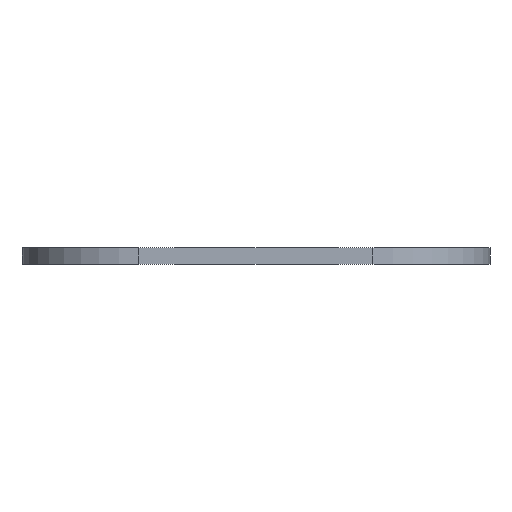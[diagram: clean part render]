
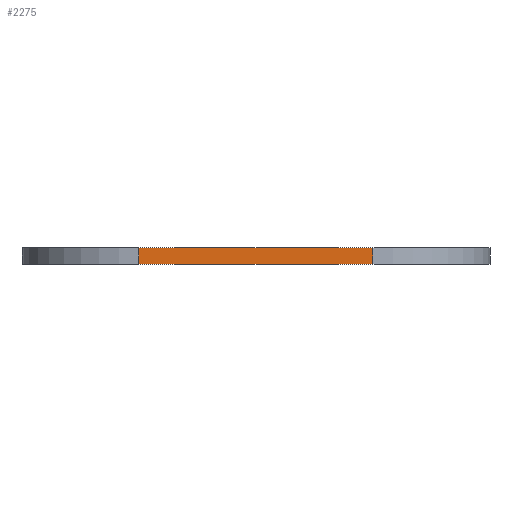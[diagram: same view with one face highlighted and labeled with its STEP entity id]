
A CAD part, front view. The second image highlights one B-rep face of the part: STEP entity #2275.
In plain terms, the highlighted planar face has unit normal (0, -1, 0).
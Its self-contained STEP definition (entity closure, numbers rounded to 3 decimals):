
#135=DIRECTION('',(1.,0.,0.));
#136=VECTOR('',#135,10.);
#137=CARTESIAN_POINT('',(5.,0.,0.));
#138=LINE('',#137,#136);
#531=DIRECTION('',(0.,0.,1.));
#532=VECTOR('',#531,0.7);
#533=CARTESIAN_POINT('',(15.,0.,0.));
#534=LINE('',#533,#532);
#535=DIRECTION('',(0.,0.,1.));
#536=VECTOR('',#535,0.7);
#537=CARTESIAN_POINT('',(5.,0.,0.));
#538=LINE('',#537,#536);
#810=DIRECTION('',(1.,0.,0.));
#811=VECTOR('',#810,10.);
#812=CARTESIAN_POINT('',(5.,0.,0.7));
#813=LINE('',#812,#811);
#1239=CARTESIAN_POINT('',(5.,0.,0.));
#1240=VERTEX_POINT('',#1239);
#1241=CARTESIAN_POINT('',(15.,0.,0.));
#1242=VERTEX_POINT('',#1241);
#1431=CARTESIAN_POINT('',(5.,0.,0.7));
#1432=VERTEX_POINT('',#1431);
#1433=CARTESIAN_POINT('',(15.,0.,0.7));
#1434=VERTEX_POINT('',#1433);
#2262=CARTESIAN_POINT('',(10.,0.,0.35));
#2263=DIRECTION('',(0.,1.,0.));
#2264=DIRECTION('',(1.,0.,0.));
#2265=AXIS2_PLACEMENT_3D('',#2262,#2263,#2264);
#2266=PLANE('',#2265);
#2267=ORIENTED_EDGE('',*,*,#1628,.F.);
#2269=ORIENTED_EDGE('',*,*,#2268,.T.);
#2271=ORIENTED_EDGE('',*,*,#2270,.T.);
#2272=ORIENTED_EDGE('',*,*,#2254,.F.);
#2273=EDGE_LOOP('',(#2267,#2269,#2271,#2272));
#2274=FACE_OUTER_BOUND('',#2273,.F.);
#2275=ADVANCED_FACE('',(#2274),#2266,.F.);
#1628=EDGE_CURVE('',#1240,#1242,#138,.T.);
#2254=EDGE_CURVE('',#1242,#1434,#534,.T.);
#2268=EDGE_CURVE('',#1240,#1432,#538,.T.);
#2270=EDGE_CURVE('',#1432,#1434,#813,.T.);
